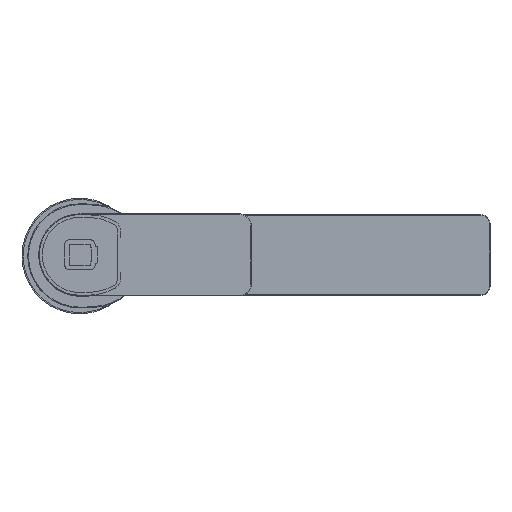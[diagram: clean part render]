
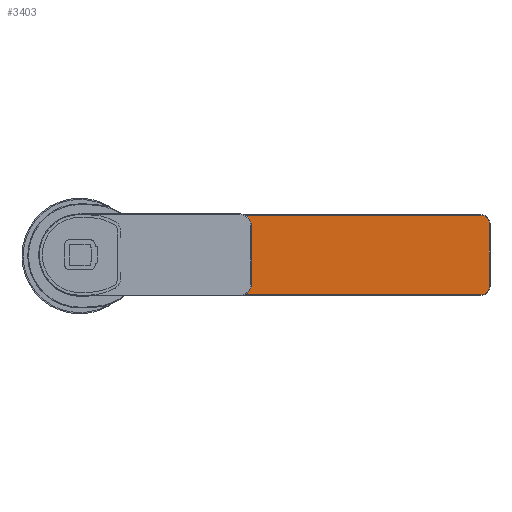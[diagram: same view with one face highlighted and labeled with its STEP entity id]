
A CAD part, top view. The second image highlights one B-rep face of the part: STEP entity #3403.
In plain terms, the highlighted planar face has unit normal (0, 0, 1).
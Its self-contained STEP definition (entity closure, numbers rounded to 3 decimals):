
#31=CARTESIAN_POINT('',(0.,0.,125.5));
#32=DIRECTION('',(0.,0.,-1.));
#33=DIRECTION('',(0.,-1.,0.));
#34=AXIS2_PLACEMENT_3D('',#31,#32,#33);
#36=CARTESIAN_POINT('',(173.5,13.505,125.5));
#37=DIRECTION('',(0.,0.,-1.));
#38=DIRECTION('',(0.,1.,0.));
#39=AXIS2_PLACEMENT_3D('',#36,#37,#38);
#41=CARTESIAN_POINT('',(173.5,-13.505,125.5));
#42=DIRECTION('',(0.,0.,-1.));
#43=DIRECTION('',(1.,0.,0.));
#44=AXIS2_PLACEMENT_3D('',#41,#42,#43);
#46=CARTESIAN_POINT('',(0.,0.,125.5));
#47=DIRECTION('',(0.,0.,1.));
#48=DIRECTION('',(-1.,0.,0.));
#49=AXIS2_PLACEMENT_3D('',#46,#47,#48);
#51=CARTESIAN_POINT('',(0.,0.,125.5));
#52=DIRECTION('',(0.,0.,1.));
#53=DIRECTION('',(-0.999,-0.032,0.));
#54=AXIS2_PLACEMENT_3D('',#51,#52,#53);
#56=CARTESIAN_POINT('',(0.,0.,125.5));
#57=DIRECTION('',(0.,0.,1.));
#58=DIRECTION('',(1.,0.,0.));
#59=AXIS2_PLACEMENT_3D('',#56,#57,#58);
#266=DIRECTION('',(0.,1.,0.));
#267=VECTOR('',#266,27.01);
#268=CARTESIAN_POINT('',(177.2,-13.505,125.5));
#269=LINE('',#268,#267);
#560=DIRECTION('',(-1.,0.,0.));
#561=VECTOR('',#560,173.5);
#562=CARTESIAN_POINT('',(173.5,17.205,125.5));
#563=LINE('',#562,#561);
#847=DIRECTION('',(1.,0.,0.));
#848=VECTOR('',#847,173.5);
#849=CARTESIAN_POINT('',(0.,-17.205,125.5));
#850=LINE('',#849,#848);
#2744=CARTESIAN_POINT('',(0.,-17.205,125.5));
#2745=CARTESIAN_POINT('',(0.,17.205,125.5));
#2746=VERTEX_POINT('',#2744);
#2747=VERTEX_POINT('',#2745);
#2748=CARTESIAN_POINT('',(173.5,17.205,125.5));
#2749=VERTEX_POINT('',#2748);
#2750=CARTESIAN_POINT('',(177.2,13.505,125.5));
#2751=VERTEX_POINT('',#2750);
#2752=CARTESIAN_POINT('',(177.2,-13.505,125.5));
#2753=VERTEX_POINT('',#2752);
#2754=CARTESIAN_POINT('',(173.5,-17.205,125.5));
#2755=VERTEX_POINT('',#2754);
#2756=CARTESIAN_POINT('',(-16.241,-0.526,125.5));
#2757=CARTESIAN_POINT('',(16.25,0.,125.5));
#2758=VERTEX_POINT('',#2756);
#2759=VERTEX_POINT('',#2757);
#2760=CARTESIAN_POINT('',(-16.25,0.,125.5));
#2761=VERTEX_POINT('',#2760);
#3376=CARTESIAN_POINT('',(0.,0.,125.5));
#3377=DIRECTION('',(0.,0.,1.));
#3378=DIRECTION('',(1.,0.,0.));
#3379=AXIS2_PLACEMENT_3D('',#3376,#3377,#3378);
#3380=PLANE('',#3379);
#3382=ORIENTED_EDGE('',*,*,#3381,.T.);
#3384=ORIENTED_EDGE('',*,*,#3383,.F.);
#3386=ORIENTED_EDGE('',*,*,#3385,.T.);
#3388=ORIENTED_EDGE('',*,*,#3387,.F.);
#3390=ORIENTED_EDGE('',*,*,#3389,.T.);
#3392=ORIENTED_EDGE('',*,*,#3391,.F.);
#3393=EDGE_LOOP('',(#3382,#3384,#3386,#3388,#3390,#3392));
#3394=FACE_OUTER_BOUND('',#3393,.F.);
#3396=ORIENTED_EDGE('',*,*,#3395,.T.);
#3398=ORIENTED_EDGE('',*,*,#3397,.T.);
#3400=ORIENTED_EDGE('',*,*,#3399,.T.);
#3401=EDGE_LOOP('',(#3396,#3398,#3400));
#3402=FACE_BOUND('',#3401,.F.);
#35=CIRCLE('',#34,17.205);
#40=CIRCLE('',#39,3.7);
#45=CIRCLE('',#44,3.7);
#50=CIRCLE('',#49,16.25);
#55=CIRCLE('',#54,16.25);
#60=CIRCLE('',#59,16.25);
#3381=EDGE_CURVE('',#2746,#2747,#35,.T.);
#3383=EDGE_CURVE('',#2749,#2747,#563,.T.);
#3385=EDGE_CURVE('',#2749,#2751,#40,.T.);
#3387=EDGE_CURVE('',#2753,#2751,#269,.T.);
#3389=EDGE_CURVE('',#2753,#2755,#45,.T.);
#3391=EDGE_CURVE('',#2746,#2755,#850,.T.);
#3395=EDGE_CURVE('',#2761,#2758,#50,.T.);
#3397=EDGE_CURVE('',#2758,#2759,#55,.T.);
#3399=EDGE_CURVE('',#2759,#2761,#60,.T.);
#3403=ADVANCED_FACE('',(#3394,#3402),#3380,.T.);
